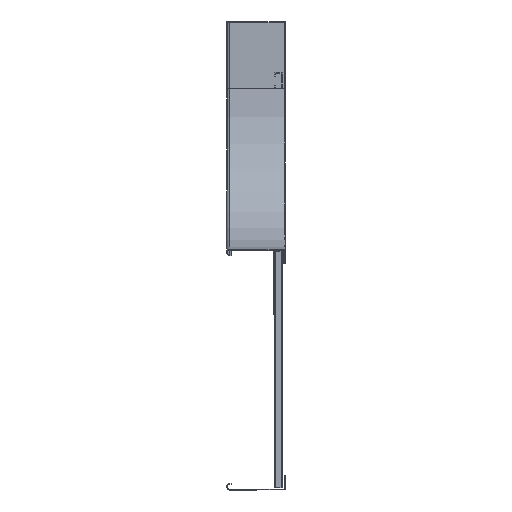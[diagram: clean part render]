
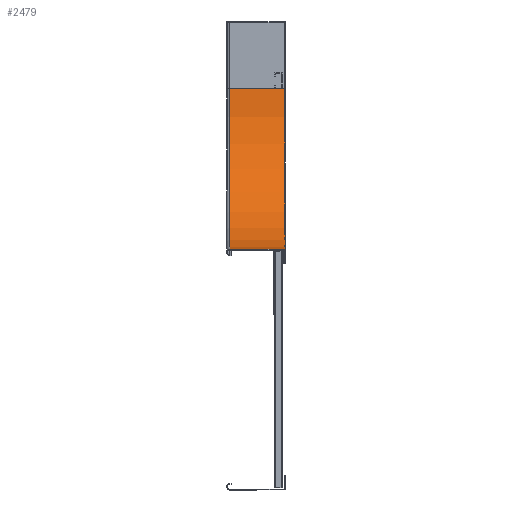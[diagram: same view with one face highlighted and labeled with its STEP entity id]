
A CAD part, left-side view. The second image highlights one B-rep face of the part: STEP entity #2479.
In plain terms, the highlighted cylindrical face has radius 300 mm (diameter 600 mm), a partial arc.
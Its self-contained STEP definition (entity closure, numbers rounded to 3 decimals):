
#656 = ORIENTED_EDGE ( 'NONE', *, *, #3253, .F. ) ;
#944 = VERTEX_POINT ( 'NONE', #6648 ) ;
#1242 = EDGE_CURVE ( 'NONE', #9196, #4058, #9584, .T. ) ;
#2156 = DIRECTION ( 'NONE',  ( 0., 1., 0. ) ) ;
#2200 = VERTEX_POINT ( 'NONE', #4190 ) ;
#2334 = CARTESIAN_POINT ( 'NONE',  ( 300., 0., -425. ) ) ;
#2479 = ADVANCED_FACE ( 'NONE', ( #10008 ), #8925, .F. ) ;
#2615 = ORIENTED_EDGE ( 'NONE', *, *, #1242, .T. ) ;
#2749 = ORIENTED_EDGE ( 'NONE', *, *, #6500, .F. ) ;
#2900 = CARTESIAN_POINT ( 'NONE',  ( 300., 0., -125. ) ) ;
#3105 = CARTESIAN_POINT ( 'NONE',  ( 300., 104., -425. ) ) ;
#3253 = EDGE_CURVE ( 'NONE', #2200, #944, #6022, .T. ) ;
#3649 = CARTESIAN_POINT ( 'NONE',  ( 300., 0., -125. ) ) ;
#4058 = VERTEX_POINT ( 'NONE', #3105 ) ;
#4108 = CIRCLE ( 'NONE', #5795, 300. ) ;
#4190 = CARTESIAN_POINT ( 'NONE',  ( 0., 0., -125. ) ) ;
#4358 = EDGE_LOOP ( 'NONE', ( #2749, #656, #6445, #2615 ) ) ;
#4400 = CARTESIAN_POINT ( 'NONE',  ( 300., 104., -125. ) ) ;
#4436 = DIRECTION ( 'NONE',  ( 0., 0., 1. ) ) ;
#5174 = DIRECTION ( 'NONE',  ( -1., 0., 0. ) ) ;
#5795 = AXIS2_PLACEMENT_3D ( 'NONE', #4400, #9939, #5174 ) ;
#5987 = AXIS2_PLACEMENT_3D ( 'NONE', #3649, #9205, #4436 ) ;
#6019 = DIRECTION ( 'NONE',  ( 0., 0., -1. ) ) ;
#6022 = LINE ( 'NONE', #6891, #8053 ) ;
#6054 = EDGE_CURVE ( 'NONE', #2200, #9196, #9203, .T. ) ;
#6408 = AXIS2_PLACEMENT_3D ( 'NONE', #2900, #9265, #6019 ) ;
#6445 = ORIENTED_EDGE ( 'NONE', *, *, #6054, .T. ) ;
#6450 = VECTOR ( 'NONE', #6617, 1000. ) ;
#6500 = EDGE_CURVE ( 'NONE', #944, #4058, #4108, .T. ) ;
#6617 = DIRECTION ( 'NONE',  ( 0., 1., 0. ) ) ;
#6648 = CARTESIAN_POINT ( 'NONE',  ( 0., 104., -125. ) ) ;
#6891 = CARTESIAN_POINT ( 'NONE',  ( 0., 0., -125. ) ) ;
#8053 = VECTOR ( 'NONE', #2156, 1000. ) ;
#8413 = CARTESIAN_POINT ( 'NONE',  ( 300., 0., -425. ) ) ;
#8925 = CYLINDRICAL_SURFACE ( 'NONE', #6408, 300. ) ;
#9196 = VERTEX_POINT ( 'NONE', #2334 ) ;
#9203 = CIRCLE ( 'NONE', #5987, 300. ) ;
#9205 = DIRECTION ( 'NONE',  ( 0., -1., 0. ) ) ;
#9265 = DIRECTION ( 'NONE',  ( 0., -1., 0. ) ) ;
#9584 = LINE ( 'NONE', #8413, #6450 ) ;
#9939 = DIRECTION ( 'NONE',  ( 0., -1., 0. ) ) ;
#10008 = FACE_OUTER_BOUND ( 'NONE', #4358, .T. ) ;
